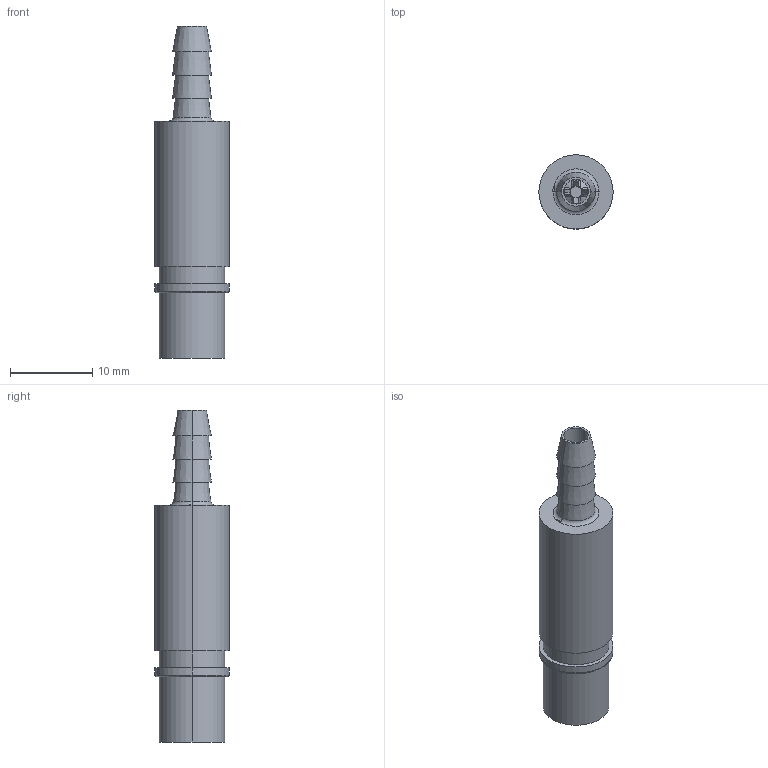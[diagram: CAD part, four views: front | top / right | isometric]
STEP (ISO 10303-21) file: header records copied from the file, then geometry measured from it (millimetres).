
FILE_DESCRIPTION((''),'2;1');
FILE_NAME('FS-4','2022-07-01T',('sy.ji'),(''),'PRO/ENGINEER BY PARAMETRIC TECHNOLOGY CORPORATION, 2012480','PRO/ENGINEER BY PARAMETRIC TECHNOLOGY CORPORATION, 2012480','');
FILE_SCHEMA(('CONFIG_CONTROL_DESIGN'));
Length unit declared in the file: millimetre
Products named in the file (1): FS-4
Bounding box: 9 x 9 x 40.25 mm (x, y, z)
Volume: 1138.2 mm3; surface area: 2129.8 mm2
Topology: 1 solids, 1 shells, 169 faces, 459 edges, 299 vertices
Faces by surface type: cylinder 52, plane 46, cone 40, torus 18, bspline 13
Entity records: 9215 total; most frequent: CARTESIAN_POINT 3686, ORIENTED_EDGE 918, DIRECTION 785, PRESENTATION_STYLE_ASSIGNMENT 460, STYLED_ITEM 460, CURVE_STYLE 459, EDGE_CURVE 459, AXIS2_PLACEMENT_3D 346
